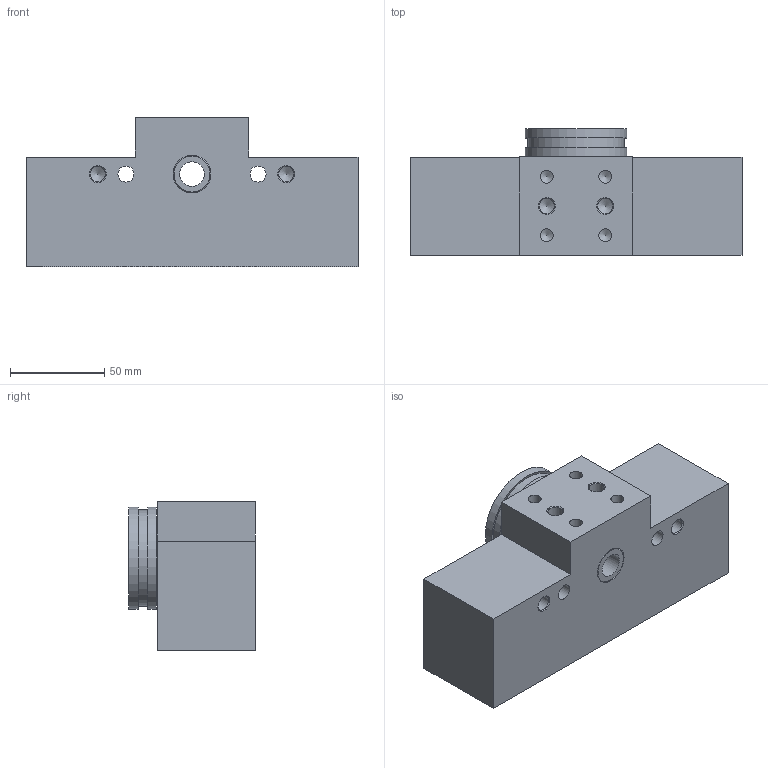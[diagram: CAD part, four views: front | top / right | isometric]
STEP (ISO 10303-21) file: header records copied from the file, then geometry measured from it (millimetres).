
FILE_DESCRIPTION(/* description */ (''),/* implementation_level */ '2;1');
FILE_NAME(/* name */ 'PAO-MC 30-A-N-RA-PN.stp',/* time_stamp */ '2021-11-04T09:42:59+01:00',/* author */ ('Emilio'),/* organization */ (''),/* preprocessor_version */ 'ST-DEVELOPER v17.2',/* originating_system */ 'Autodesk Inventor 2019',/* authorisation */ '');
FILE_SCHEMA (('AUTOMOTIVE_DESIGN { 1 0 10303 214 3 1 1 }'));
Length unit declared in the file: millimetre
Products named in the file (3): PAO-MC 30-A-N-RA-PN; Rotore; Corpo
Assembly tree (2 placements, depth 2):
  PAO-MC 30-A-N-RA-PN
    Rotore
    Corpo
Bounding box: 176 x 67 x 79 mm (x, y, z)
Volume: 593445.1 mm3; surface area: 76601.1 mm2
Topology: 2 solids, 2 shells, 112 faces, 335 edges, 238 vertices
Faces by surface type: plane 43, cylinder 42, cone 27
Full cylindrical faces by diameter (mm): 5 x4, 6 x2, 6.561 x2, 6.647 x4, 6.8 x4, 8 x6, 8.5 x2, 13 x1, 14 x2, 20 x2, 34 x1, 46.5 x1, 51 x1, 54 x2
Entity records: 3981 total; most frequent: DIRECTION 725, CARTESIAN_POINT 673, ORIENTED_EDGE 634, EDGE_CURVE 317, AXIS2_PLACEMENT_3D 290, VERTEX_POINT 238, CIRCLE 172, EDGE_LOOP 149
